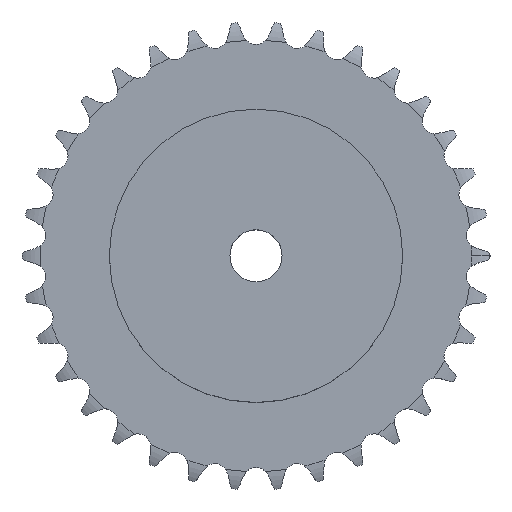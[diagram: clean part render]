
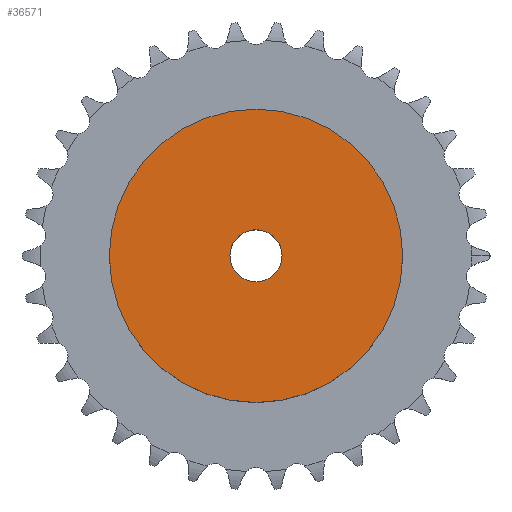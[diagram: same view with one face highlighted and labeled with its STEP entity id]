
A CAD part, top view. The second image highlights one B-rep face of the part: STEP entity #36571.
In plain terms, the highlighted planar face has unit normal (0, 0, 1).
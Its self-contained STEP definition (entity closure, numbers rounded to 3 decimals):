
#4296 = CYLINDRICAL_SURFACE('',#4297,45.);
#4297 = AXIS2_PLACEMENT_3D('',#4298,#4299,#4300);
#4298 = CARTESIAN_POINT('',(0.,0.,0.));
#4299 = DIRECTION('',(-0.,-0.,-1.));
#4300 = DIRECTION('',(1.,0.,0.));
#22876 = VERTEX_POINT('',#22877);
#22877 = CARTESIAN_POINT('',(45.,0.,30.));
#22898 = EDGE_CURVE('',#22876,#22876,#22899,.T.);
#22899 = SURFACE_CURVE('',#22900,(#22905,#22912),.PCURVE_S1.);
#22900 = CIRCLE('',#22901,45.);
#22901 = AXIS2_PLACEMENT_3D('',#22902,#22903,#22904);
#22902 = CARTESIAN_POINT('',(0.,0.,30.));
#22903 = DIRECTION('',(0.,0.,1.));
#22904 = DIRECTION('',(1.,0.,0.));
#22905 = PCURVE('',#4296,#22906);
#22906 = DEFINITIONAL_REPRESENTATION('',(#22907),#22911);
#22907 = LINE('',#22908,#22909);
#22908 = CARTESIAN_POINT('',(-0.,-30.));
#22909 = VECTOR('',#22910,1.);
#22910 = DIRECTION('',(-1.,0.));
#22911 = ( GEOMETRIC_REPRESENTATION_CONTEXT(2) 
PARAMETRIC_REPRESENTATION_CONTEXT() REPRESENTATION_CONTEXT('2D SPACE',''
  ) );
#22912 = PCURVE('',#22913,#22918);
#22913 = PLANE('',#22914);
#22914 = AXIS2_PLACEMENT_3D('',#22915,#22916,#22917);
#22915 = CARTESIAN_POINT('',(0.,0.,30.)
  );
#22916 = DIRECTION('',(0.,0.,1.));
#22917 = DIRECTION('',(1.,0.,0.));
#22918 = DEFINITIONAL_REPRESENTATION('',(#22919),#22923);
#22919 = CIRCLE('',#22920,45.);
#22920 = AXIS2_PLACEMENT_2D('',#22921,#22922);
#22921 = CARTESIAN_POINT('',(0.,0.));
#22922 = DIRECTION('',(1.,0.));
#22923 = ( GEOMETRIC_REPRESENTATION_CONTEXT(2) 
PARAMETRIC_REPRESENTATION_CONTEXT() REPRESENTATION_CONTEXT('2D SPACE',''
  ) );
#30956 = CYLINDRICAL_SURFACE('',#30957,8.);
#30957 = AXIS2_PLACEMENT_3D('',#30958,#30959,#30960);
#30958 = CARTESIAN_POINT('',(0.,0.,217.532));
#30959 = DIRECTION('',(0.,0.,1.));
#30960 = DIRECTION('',(1.,0.,0.));
#36571 = ADVANCED_FACE('',(#36572,#36575),#22913,.T.);
#36572 = FACE_BOUND('',#36573,.T.);
#36573 = EDGE_LOOP('',(#36574));
#36574 = ORIENTED_EDGE('',*,*,#22898,.T.);
#36575 = FACE_BOUND('',#36576,.T.);
#36576 = EDGE_LOOP('',(#36577));
#36577 = ORIENTED_EDGE('',*,*,#36578,.F.);
#36578 = EDGE_CURVE('',#36579,#36579,#36581,.T.);
#36579 = VERTEX_POINT('',#36580);
#36580 = CARTESIAN_POINT('',(8.,0.,30.));
#36581 = SURFACE_CURVE('',#36582,(#36587,#36594),.PCURVE_S1.);
#36582 = CIRCLE('',#36583,8.);
#36583 = AXIS2_PLACEMENT_3D('',#36584,#36585,#36586);
#36584 = CARTESIAN_POINT('',(0.,0.,30.));
#36585 = DIRECTION('',(0.,0.,1.));
#36586 = DIRECTION('',(1.,0.,0.));
#36587 = PCURVE('',#22913,#36588);
#36588 = DEFINITIONAL_REPRESENTATION('',(#36589),#36593);
#36589 = CIRCLE('',#36590,8.);
#36590 = AXIS2_PLACEMENT_2D('',#36591,#36592);
#36591 = CARTESIAN_POINT('',(0.,0.));
#36592 = DIRECTION('',(1.,0.));
#36593 = ( GEOMETRIC_REPRESENTATION_CONTEXT(2) 
PARAMETRIC_REPRESENTATION_CONTEXT() REPRESENTATION_CONTEXT('2D SPACE',''
  ) );
#36594 = PCURVE('',#30956,#36595);
#36595 = DEFINITIONAL_REPRESENTATION('',(#36596),#36600);
#36596 = LINE('',#36597,#36598);
#36597 = CARTESIAN_POINT('',(0.,-187.532));
#36598 = VECTOR('',#36599,1.);
#36599 = DIRECTION('',(1.,0.));
#36600 = ( GEOMETRIC_REPRESENTATION_CONTEXT(2) 
PARAMETRIC_REPRESENTATION_CONTEXT() REPRESENTATION_CONTEXT('2D SPACE',''
  ) );
